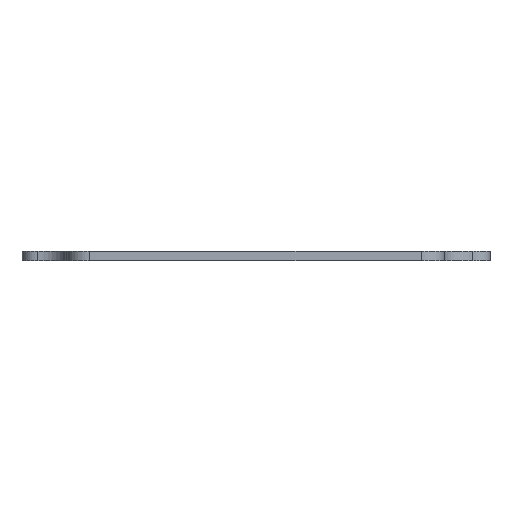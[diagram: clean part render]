
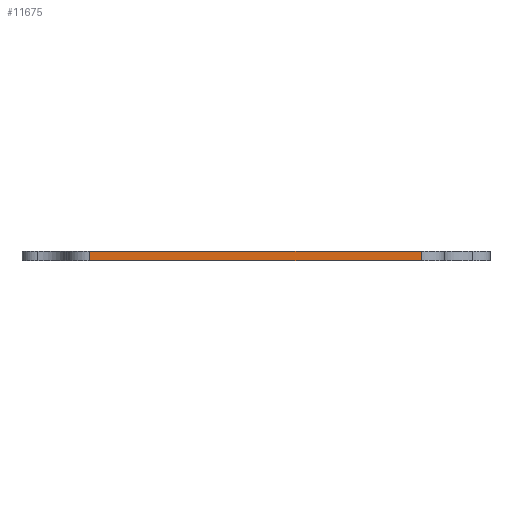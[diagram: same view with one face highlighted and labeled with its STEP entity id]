
A CAD part, left-side view. The second image highlights one B-rep face of the part: STEP entity #11675.
In plain terms, the highlighted planar face has unit normal (-1, 0, 0).
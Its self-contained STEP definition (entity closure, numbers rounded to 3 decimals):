
#84 = PLANE('',#85);
#85 = AXIS2_PLACEMENT_3D('',#86,#87,#88);
#86 = CARTESIAN_POINT('',(148.546,-104.999,1.6));
#87 = DIRECTION('',(0.,0.,1.));
#88 = DIRECTION('',(1.,0.,-0.));
#139 = PLANE('',#140);
#140 = AXIS2_PLACEMENT_3D('',#141,#142,#143);
#141 = CARTESIAN_POINT('',(148.546,-104.999,0.));
#142 = DIRECTION('',(0.,0.,1.));
#143 = DIRECTION('',(1.,0.,-0.));
#708 = VERTEX_POINT('',#709);
#709 = CARTESIAN_POINT('',(73.571,-75.898,0.));
#724 = CYLINDRICAL_SURFACE('',#725,4.);
#725 = AXIS2_PLACEMENT_3D('',#726,#727,#728);
#726 = CARTESIAN_POINT('',(77.571,-75.898,0.));
#727 = DIRECTION('',(-0.,-0.,-1.));
#728 = DIRECTION('',(1.,0.,-0.));
#736 = EDGE_CURVE('',#708,#737,#739,.T.);
#737 = VERTEX_POINT('',#738);
#738 = CARTESIAN_POINT('',(73.571,-133.898,0.));
#739 = SURFACE_CURVE('',#740,(#744,#751),.PCURVE_S1.);
#740 = LINE('',#741,#742);
#741 = CARTESIAN_POINT('',(73.571,-75.898,0.));
#742 = VECTOR('',#743,1.);
#743 = DIRECTION('',(0.,-1.,0.));
#744 = PCURVE('',#139,#745);
#745 = DEFINITIONAL_REPRESENTATION('',(#746),#750);
#746 = LINE('',#747,#748);
#747 = CARTESIAN_POINT('',(-74.975,29.101));
#748 = VECTOR('',#749,1.);
#749 = DIRECTION('',(0.,-1.));
#750 = ( GEOMETRIC_REPRESENTATION_CONTEXT(2) 
PARAMETRIC_REPRESENTATION_CONTEXT() REPRESENTATION_CONTEXT('2D SPACE',''
  ) );
#751 = PCURVE('',#752,#757);
#752 = PLANE('',#753);
#753 = AXIS2_PLACEMENT_3D('',#754,#755,#756);
#754 = CARTESIAN_POINT('',(73.571,-75.898,0.));
#755 = DIRECTION('',(1.,0.,-0.));
#756 = DIRECTION('',(0.,-1.,0.));
#757 = DEFINITIONAL_REPRESENTATION('',(#758),#762);
#758 = LINE('',#759,#760);
#759 = CARTESIAN_POINT('',(0.,0.));
#760 = VECTOR('',#761,1.);
#761 = DIRECTION('',(1.,0.));
#762 = ( GEOMETRIC_REPRESENTATION_CONTEXT(2) 
PARAMETRIC_REPRESENTATION_CONTEXT() REPRESENTATION_CONTEXT('2D SPACE',''
  ) );
#781 = CYLINDRICAL_SURFACE('',#782,4.);
#782 = AXIS2_PLACEMENT_3D('',#783,#784,#785);
#783 = CARTESIAN_POINT('',(77.571,-133.898,0.));
#784 = DIRECTION('',(-0.,-0.,-1.));
#785 = DIRECTION('',(1.,0.,-0.));
#6563 = VERTEX_POINT('',#6564);
#6564 = CARTESIAN_POINT('',(73.571,-75.898,1.6));
#6586 = EDGE_CURVE('',#6563,#6587,#6589,.T.);
#6587 = VERTEX_POINT('',#6588);
#6588 = CARTESIAN_POINT('',(73.571,-133.898,1.6));
#6589 = SURFACE_CURVE('',#6590,(#6594,#6601),.PCURVE_S1.);
#6590 = LINE('',#6591,#6592);
#6591 = CARTESIAN_POINT('',(73.571,-75.898,1.6));
#6592 = VECTOR('',#6593,1.);
#6593 = DIRECTION('',(0.,-1.,0.));
#6594 = PCURVE('',#84,#6595);
#6595 = DEFINITIONAL_REPRESENTATION('',(#6596),#6600);
#6596 = LINE('',#6597,#6598);
#6597 = CARTESIAN_POINT('',(-74.975,29.101));
#6598 = VECTOR('',#6599,1.);
#6599 = DIRECTION('',(0.,-1.));
#6600 = ( GEOMETRIC_REPRESENTATION_CONTEXT(2) 
PARAMETRIC_REPRESENTATION_CONTEXT() REPRESENTATION_CONTEXT('2D SPACE',''
  ) );
#6601 = PCURVE('',#752,#6602);
#6602 = DEFINITIONAL_REPRESENTATION('',(#6603),#6607);
#6603 = LINE('',#6604,#6605);
#6604 = CARTESIAN_POINT('',(0.,-1.6));
#6605 = VECTOR('',#6606,1.);
#6606 = DIRECTION('',(1.,0.));
#6607 = ( GEOMETRIC_REPRESENTATION_CONTEXT(2) 
PARAMETRIC_REPRESENTATION_CONTEXT() REPRESENTATION_CONTEXT('2D SPACE',''
  ) );
#11625 = EDGE_CURVE('',#737,#6587,#11626,.T.);
#11626 = SURFACE_CURVE('',#11627,(#11631,#11638),.PCURVE_S1.);
#11627 = LINE('',#11628,#11629);
#11628 = CARTESIAN_POINT('',(73.571,-133.898,0.));
#11629 = VECTOR('',#11630,1.);
#11630 = DIRECTION('',(0.,0.,1.));
#11631 = PCURVE('',#781,#11632);
#11632 = DEFINITIONAL_REPRESENTATION('',(#11633),#11637);
#11633 = LINE('',#11634,#11635);
#11634 = CARTESIAN_POINT('',(-3.142,0.));
#11635 = VECTOR('',#11636,1.);
#11636 = DIRECTION('',(-0.,-1.));
#11637 = ( GEOMETRIC_REPRESENTATION_CONTEXT(2) 
PARAMETRIC_REPRESENTATION_CONTEXT() REPRESENTATION_CONTEXT('2D SPACE',''
  ) );
#11638 = PCURVE('',#752,#11639);
#11639 = DEFINITIONAL_REPRESENTATION('',(#11640),#11644);
#11640 = LINE('',#11641,#11642);
#11641 = CARTESIAN_POINT('',(58.,0.));
#11642 = VECTOR('',#11643,1.);
#11643 = DIRECTION('',(0.,-1.));
#11644 = ( GEOMETRIC_REPRESENTATION_CONTEXT(2) 
PARAMETRIC_REPRESENTATION_CONTEXT() REPRESENTATION_CONTEXT('2D SPACE',''
  ) );
#11675 = ADVANCED_FACE('',(#11676),#752,.F.);
#11676 = FACE_BOUND('',#11677,.F.);
#11677 = EDGE_LOOP('',(#11678,#11699,#11700,#11701));
#11678 = ORIENTED_EDGE('',*,*,#11679,.T.);
#11679 = EDGE_CURVE('',#708,#6563,#11680,.T.);
#11680 = SURFACE_CURVE('',#11681,(#11685,#11692),.PCURVE_S1.);
#11681 = LINE('',#11682,#11683);
#11682 = CARTESIAN_POINT('',(73.571,-75.898,0.));
#11683 = VECTOR('',#11684,1.);
#11684 = DIRECTION('',(0.,0.,1.));
#11685 = PCURVE('',#752,#11686);
#11686 = DEFINITIONAL_REPRESENTATION('',(#11687),#11691);
#11687 = LINE('',#11688,#11689);
#11688 = CARTESIAN_POINT('',(0.,0.));
#11689 = VECTOR('',#11690,1.);
#11690 = DIRECTION('',(0.,-1.));
#11691 = ( GEOMETRIC_REPRESENTATION_CONTEXT(2) 
PARAMETRIC_REPRESENTATION_CONTEXT() REPRESENTATION_CONTEXT('2D SPACE',''
  ) );
#11692 = PCURVE('',#724,#11693);
#11693 = DEFINITIONAL_REPRESENTATION('',(#11694),#11698);
#11694 = LINE('',#11695,#11696);
#11695 = CARTESIAN_POINT('',(-3.142,0.));
#11696 = VECTOR('',#11697,1.);
#11697 = DIRECTION('',(-0.,-1.));
#11698 = ( GEOMETRIC_REPRESENTATION_CONTEXT(2) 
PARAMETRIC_REPRESENTATION_CONTEXT() REPRESENTATION_CONTEXT('2D SPACE',''
  ) );
#11699 = ORIENTED_EDGE('',*,*,#6586,.T.);
#11700 = ORIENTED_EDGE('',*,*,#11625,.F.);
#11701 = ORIENTED_EDGE('',*,*,#736,.F.);
